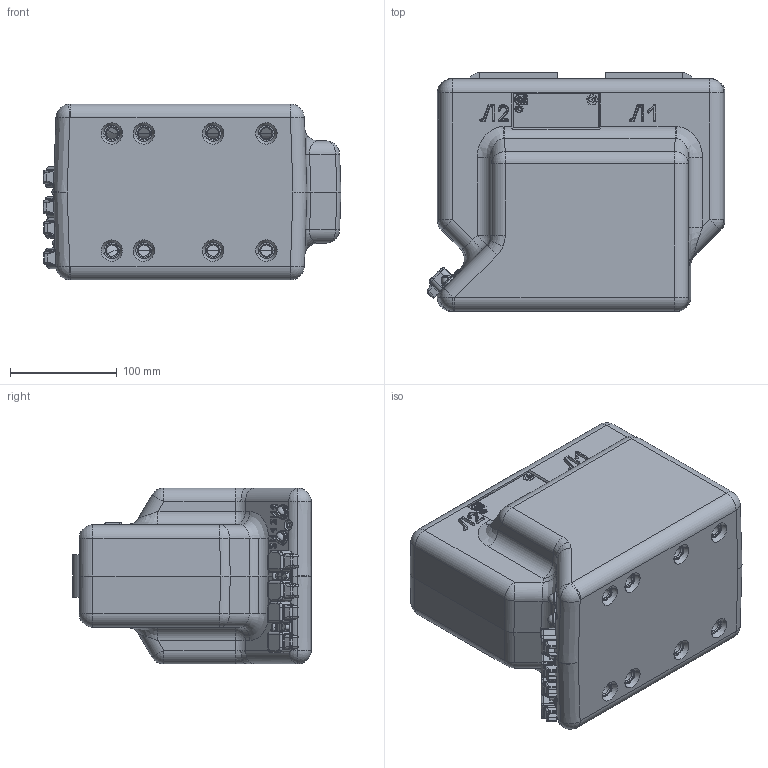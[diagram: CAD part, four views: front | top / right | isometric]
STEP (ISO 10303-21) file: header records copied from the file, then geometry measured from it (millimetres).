
FILE_DESCRIPTION (( 'STEP AP203' ), '1' );
FILE_NAME ('ﾒﾎﾋ-10-I-8(5-800).STEP', '2017-12-01T03:30:31', ( '' ), ( '' ), 'SwSTEP 2.0', 'SolidWorks 2010', '' );
FILE_SCHEMA (( 'CONFIG_CONTROL_DESIGN' ));
Length unit declared in the file: millimetre
Products named in the file (1): ﾒﾎﾋ-10-I-8(5-800)
Bounding box: 279.62 x 224 x 165 mm (x, y, z)
Surface area: 259036.1 mm2 (no closed solid volume)
Topology: 0 solids, 46 shells, 848 faces, 2642 edges, 1794 vertices
Faces by surface type: plane 278, cylinder 212, bspline 158, cone 152, sphere 42, torus 6
Entity records: 33464 total; most frequent: CARTESIAN_POINT 11692, ORIENTED_EDGE 4386, DIRECTION 4283, EDGE_CURVE 2620, VERTEX_POINT 1794, AXIS2_PLACEMENT_3D 1532, VECTOR 1219, LINE 1219
